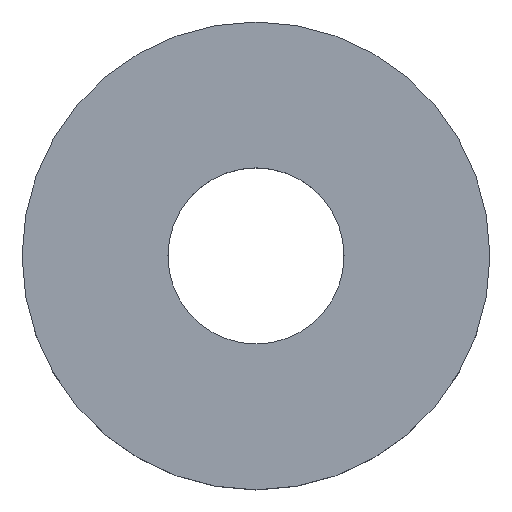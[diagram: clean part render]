
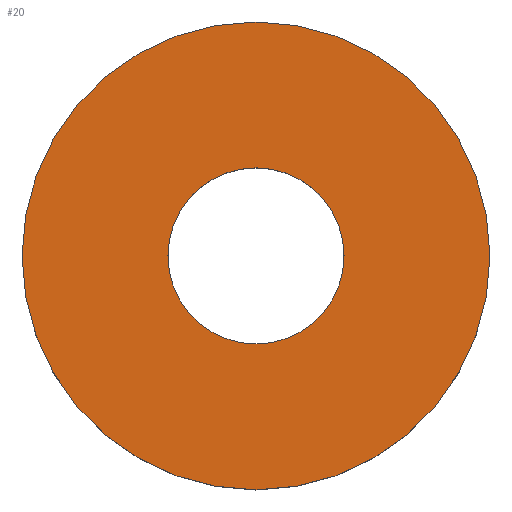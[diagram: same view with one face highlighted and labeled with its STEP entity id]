
A CAD part, top view. The second image highlights one B-rep face of the part: STEP entity #20.
In plain terms, the highlighted planar face has unit normal (0, 0, 1).
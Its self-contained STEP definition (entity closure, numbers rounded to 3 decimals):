
#20 = ADVANCED_FACE ( 'NONE', ( #123, #25 ), #197, .T. ) ;
#23 = AXIS2_PLACEMENT_3D ( 'NONE', #248, #73, #132 ) ;
#25 = FACE_BOUND ( 'NONE', #112, .T. ) ;
#29 = VERTEX_POINT ( 'NONE', #199 ) ;
#43 = CIRCLE ( 'NONE', #135, 3.2 ) ;
#45 = VERTEX_POINT ( 'NONE', #86 ) ;
#51 = ORIENTED_EDGE ( 'NONE', *, *, #230, .T. ) ;
#60 = ORIENTED_EDGE ( 'NONE', *, *, #184, .T. ) ;
#61 = DIRECTION ( 'NONE',  ( 0., 0., 1. ) ) ;
#69 = EDGE_CURVE ( 'NONE', #45, #224, #43, .T. ) ;
#73 = DIRECTION ( 'NONE',  ( 0., 0., 1. ) ) ;
#82 = ORIENTED_EDGE ( 'NONE', *, *, #69, .F. ) ;
#83 = DIRECTION ( 'NONE',  ( 1., 0., 0. ) ) ;
#86 = CARTESIAN_POINT ( 'NONE',  ( 3.2, 0., 1.65 ) ) ;
#91 = CARTESIAN_POINT ( 'NONE',  ( 0., 0., 1.65 ) ) ;
#96 = AXIS2_PLACEMENT_3D ( 'NONE', #100, #101, #83 ) ;
#100 = CARTESIAN_POINT ( 'NONE',  ( 0., 0., 1.65 ) ) ;
#101 = DIRECTION ( 'NONE',  ( 0., 0., 1. ) ) ;
#108 = DIRECTION ( 'NONE',  ( 1., 0., 0. ) ) ;
#112 = EDGE_LOOP ( 'NONE', ( #82, #171 ) ) ;
#113 = VERTEX_POINT ( 'NONE', #159 ) ;
#116 = EDGE_CURVE ( 'NONE', #224, #45, #166, .T. ) ;
#123 = FACE_OUTER_BOUND ( 'NONE', #234, .T. ) ;
#129 = DIRECTION ( 'NONE',  ( 1., 0., 0. ) ) ;
#132 = DIRECTION ( 'NONE',  ( 1., 0., 0. ) ) ;
#135 = AXIS2_PLACEMENT_3D ( 'NONE', #172, #61, #215 ) ;
#154 = CIRCLE ( 'NONE', #174, 8.5 ) ;
#159 = CARTESIAN_POINT ( 'NONE',  ( 8.5, 0., 1.65 ) ) ;
#166 = CIRCLE ( 'NONE', #23, 3.2 ) ;
#171 = ORIENTED_EDGE ( 'NONE', *, *, #116, .F. ) ;
#172 = CARTESIAN_POINT ( 'NONE',  ( 0., 0., 1.65 ) ) ;
#174 = AXIS2_PLACEMENT_3D ( 'NONE', #91, #245, #108 ) ;
#181 = CIRCLE ( 'NONE', #193, 8.5 ) ;
#184 = EDGE_CURVE ( 'NONE', #29, #113, #154, .T. ) ;
#193 = AXIS2_PLACEMENT_3D ( 'NONE', #226, #206, #129 ) ;
#197 = PLANE ( 'NONE',  #96 ) ;
#199 = CARTESIAN_POINT ( 'NONE',  ( -8.5, 0., 1.65 ) ) ;
#206 = DIRECTION ( 'NONE',  ( 0., 0., 1. ) ) ;
#215 = DIRECTION ( 'NONE',  ( 1., 0., 0. ) ) ;
#224 = VERTEX_POINT ( 'NONE', #247 ) ;
#226 = CARTESIAN_POINT ( 'NONE',  ( 0., 0., 1.65 ) ) ;
#230 = EDGE_CURVE ( 'NONE', #113, #29, #181, .T. ) ;
#234 = EDGE_LOOP ( 'NONE', ( #51, #60 ) ) ;
#245 = DIRECTION ( 'NONE',  ( 0., 0., 1. ) ) ;
#247 = CARTESIAN_POINT ( 'NONE',  ( -3.2, 0., 1.65 ) ) ;
#248 = CARTESIAN_POINT ( 'NONE',  ( 0., 0., 1.65 ) ) ;
